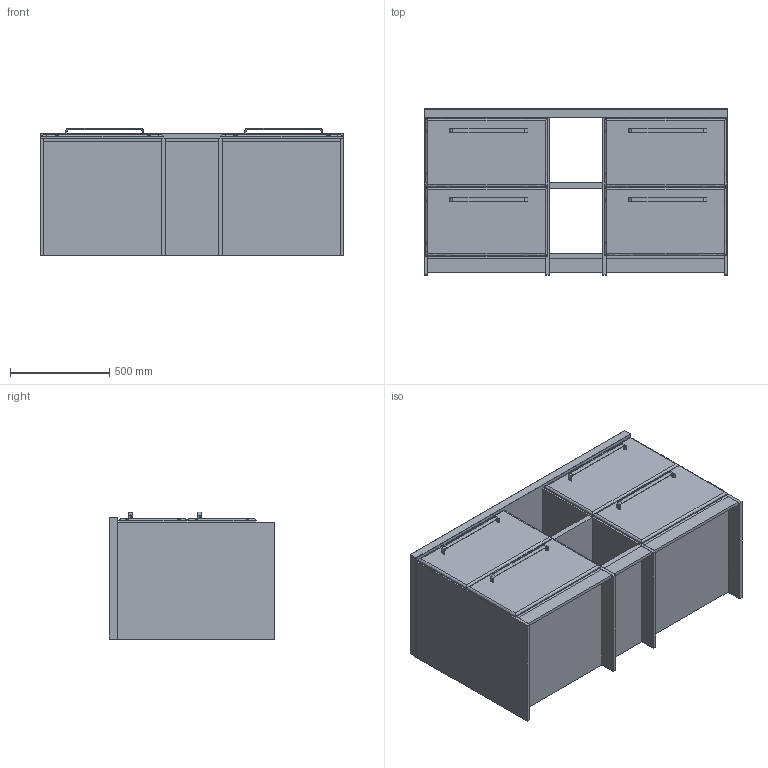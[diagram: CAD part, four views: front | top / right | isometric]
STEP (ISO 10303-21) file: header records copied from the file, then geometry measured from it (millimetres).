
FILE_DESCRIPTION(('FreeCAD Model'),'2;1');
FILE_NAME('Open CASCADE Shape Model','2025-04-26T00:22:02',('FreeCAD'),( 'FreeCAD'),'Open CASCADE STEP processor 7.6','FreeCAD','Unknown');
FILE_SCHEMA(('AUTOMOTIVE_DESIGN { 1 0 10303 214 1 1 1 1 }'));
Products named in the file (1): Open CASCADE STEP translator 7.6 1
Bounding box: 1531.42 x 836.81 x 642.92 mm (x, y, z)
Volume: 161513051.7 mm3; surface area: 20491023.3 mm2
Topology: 120 solids, 120 shells, 6252 faces, 17052 edges, 11056 vertices
Faces by surface type: bspline 6252
Entity records: 215804 total; most frequent: CARTESIAN_POINT 120849, ORIENTED_EDGE 34104, EDGE_CURVE 17052, VERTEX_POINT 11056, B_SPLINE_CURVE_WITH_KNOTS 9780, FACE_BOUND 7020, EDGE_LOOP 7020, ADVANCED_FACE 6252
